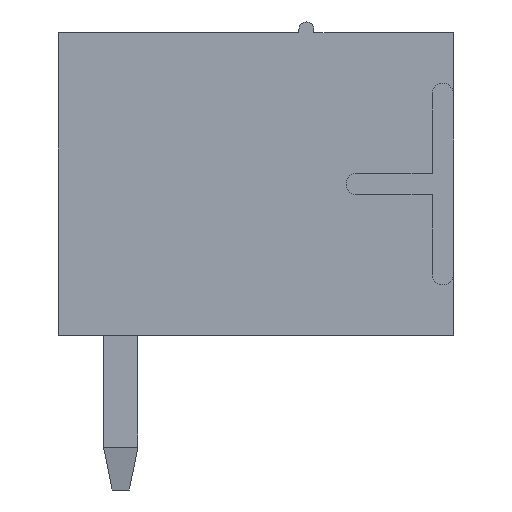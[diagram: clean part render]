
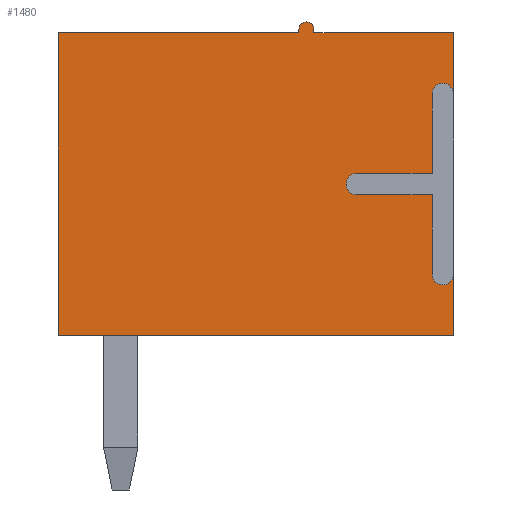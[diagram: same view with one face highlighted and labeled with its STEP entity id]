
A CAD part, left-side view. The second image highlights one B-rep face of the part: STEP entity #1480.
In plain terms, the highlighted planar face has unit normal (-1, 0, 0).
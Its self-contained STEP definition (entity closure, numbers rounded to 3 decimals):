
#750 = EDGE_CURVE('',#751,#753,#755,.T.);
#751 = VERTEX_POINT('',#752);
#752 = CARTESIAN_POINT('',(-14.575,4.6,-3.525));
#753 = VERTEX_POINT('',#754);
#754 = CARTESIAN_POINT('',(-14.575,-4.6,-3.525));
#755 = LINE('',#756,#757);
#756 = CARTESIAN_POINT('',(-14.575,4.6,-3.525));
#757 = VECTOR('',#758,1.);
#758 = DIRECTION('',(0.,-1.,0.));
#1271 = EDGE_CURVE('',#1272,#751,#1274,.T.);
#1272 = VERTEX_POINT('',#1273);
#1273 = CARTESIAN_POINT('',(-14.575,4.6,3.525));
#1274 = LINE('',#1275,#1276);
#1275 = CARTESIAN_POINT('',(-14.575,4.6,3.975));
#1276 = VECTOR('',#1277,1.);
#1277 = DIRECTION('',(0.,0.,-1.));
#1480 = ADVANCED_FACE('',(#1481),#1599,.F.);
#1481 = FACE_BOUND('',#1482,.F.);
#1482 = EDGE_LOOP('',(#1483,#1493,#1501,#1510,#1518,#1526,#1535,#1543,
    #1551,#1560,#1566,#1567,#1568,#1576,#1584,#1593));
#1483 = ORIENTED_EDGE('',*,*,#1484,.T.);
#1484 = EDGE_CURVE('',#1485,#1487,#1489,.T.);
#1485 = VERTEX_POINT('',#1486);
#1486 = CARTESIAN_POINT('',(-14.575,-1.35,3.525));
#1487 = VERTEX_POINT('',#1488);
#1488 = CARTESIAN_POINT('',(-14.575,-4.6,3.525));
#1489 = LINE('',#1490,#1491);
#1490 = CARTESIAN_POINT('',(-14.575,4.6,3.525));
#1491 = VECTOR('',#1492,1.);
#1492 = DIRECTION('',(0.,-1.,0.));
#1493 = ORIENTED_EDGE('',*,*,#1494,.F.);
#1494 = EDGE_CURVE('',#1495,#1487,#1497,.T.);
#1495 = VERTEX_POINT('',#1496);
#1496 = CARTESIAN_POINT('',(-14.575,-4.6,2.1));
#1497 = LINE('',#1498,#1499);
#1498 = CARTESIAN_POINT('',(-14.575,-4.6,-3.525));
#1499 = VECTOR('',#1500,1.);
#1500 = DIRECTION('',(0.,0.,1.));
#1501 = ORIENTED_EDGE('',*,*,#1502,.T.);
#1502 = EDGE_CURVE('',#1495,#1503,#1505,.T.);
#1503 = VERTEX_POINT('',#1504);
#1504 = CARTESIAN_POINT('',(-14.575,-4.1,2.1));
#1505 = CIRCLE('',#1506,0.25);
#1506 = AXIS2_PLACEMENT_3D('',#1507,#1508,#1509);
#1507 = CARTESIAN_POINT('',(-14.575,-4.35,2.1));
#1508 = DIRECTION('',(-1.,0.,0.));
#1509 = DIRECTION('',(0.,1.,0.));
#1510 = ORIENTED_EDGE('',*,*,#1511,.F.);
#1511 = EDGE_CURVE('',#1512,#1503,#1514,.T.);
#1512 = VERTEX_POINT('',#1513);
#1513 = CARTESIAN_POINT('',(-14.575,-4.1,0.25));
#1514 = LINE('',#1515,#1516);
#1515 = CARTESIAN_POINT('',(-14.575,-4.1,2.113));
#1516 = VECTOR('',#1517,1.);
#1517 = DIRECTION('',(0.,0.,1.));
#1518 = ORIENTED_EDGE('',*,*,#1519,.F.);
#1519 = EDGE_CURVE('',#1520,#1512,#1522,.T.);
#1520 = VERTEX_POINT('',#1521);
#1521 = CARTESIAN_POINT('',(-14.575,-2.35,0.25));
#1522 = LINE('',#1523,#1524);
#1523 = CARTESIAN_POINT('',(-14.575,-3.475,0.25));
#1524 = VECTOR('',#1525,1.);
#1525 = DIRECTION('',(0.,-1.,0.));
#1526 = ORIENTED_EDGE('',*,*,#1527,.T.);
#1527 = EDGE_CURVE('',#1520,#1528,#1530,.T.);
#1528 = VERTEX_POINT('',#1529);
#1529 = CARTESIAN_POINT('',(-14.575,-2.35,-0.25));
#1530 = CIRCLE('',#1531,0.25);
#1531 = AXIS2_PLACEMENT_3D('',#1532,#1533,#1534);
#1532 = CARTESIAN_POINT('',(-14.575,-2.35,0.)
  );
#1533 = DIRECTION('',(-1.,0.,0.));
#1534 = DIRECTION('',(0.,1.,0.));
#1535 = ORIENTED_EDGE('',*,*,#1536,.F.);
#1536 = EDGE_CURVE('',#1537,#1528,#1539,.T.);
#1537 = VERTEX_POINT('',#1538);
#1538 = CARTESIAN_POINT('',(-14.575,-4.1,-0.25));
#1539 = LINE('',#1540,#1541);
#1540 = CARTESIAN_POINT('',(-14.575,-4.35,-0.25));
#1541 = VECTOR('',#1542,1.);
#1542 = DIRECTION('',(0.,1.,0.));
#1543 = ORIENTED_EDGE('',*,*,#1544,.F.);
#1544 = EDGE_CURVE('',#1545,#1537,#1547,.T.);
#1545 = VERTEX_POINT('',#1546);
#1546 = CARTESIAN_POINT('',(-14.575,-4.1,-2.1));
#1547 = LINE('',#1548,#1549);
#1548 = CARTESIAN_POINT('',(-14.575,-4.1,0.938));
#1549 = VECTOR('',#1550,1.);
#1550 = DIRECTION('',(0.,0.,1.));
#1551 = ORIENTED_EDGE('',*,*,#1552,.T.);
#1552 = EDGE_CURVE('',#1545,#1553,#1555,.T.);
#1553 = VERTEX_POINT('',#1554);
#1554 = CARTESIAN_POINT('',(-14.575,-4.6,-2.1));
#1555 = CIRCLE('',#1556,0.25);
#1556 = AXIS2_PLACEMENT_3D('',#1557,#1558,#1559);
#1557 = CARTESIAN_POINT('',(-14.575,-4.35,-2.1));
#1558 = DIRECTION('',(-1.,0.,0.));
#1559 = DIRECTION('',(0.,1.,0.));
#1560 = ORIENTED_EDGE('',*,*,#1561,.F.);
#1561 = EDGE_CURVE('',#753,#1553,#1562,.T.);
#1562 = LINE('',#1563,#1564);
#1563 = CARTESIAN_POINT('',(-14.575,-4.6,-3.525));
#1564 = VECTOR('',#1565,1.);
#1565 = DIRECTION('',(0.,0.,1.));
#1566 = ORIENTED_EDGE('',*,*,#750,.F.);
#1567 = ORIENTED_EDGE('',*,*,#1271,.F.);
#1568 = ORIENTED_EDGE('',*,*,#1569,.T.);
#1569 = EDGE_CURVE('',#1272,#1570,#1572,.T.);
#1570 = VERTEX_POINT('',#1571);
#1571 = CARTESIAN_POINT('',(-14.575,-1.,3.525));
#1572 = LINE('',#1573,#1574);
#1573 = CARTESIAN_POINT('',(-14.575,4.6,3.525));
#1574 = VECTOR('',#1575,1.);
#1575 = DIRECTION('',(0.,-1.,0.));
#1576 = ORIENTED_EDGE('',*,*,#1577,.T.);
#1577 = EDGE_CURVE('',#1570,#1578,#1580,.T.);
#1578 = VERTEX_POINT('',#1579);
#1579 = CARTESIAN_POINT('',(-14.575,-1.,3.6));
#1580 = LINE('',#1581,#1582);
#1581 = CARTESIAN_POINT('',(-14.575,-1.,3.525));
#1582 = VECTOR('',#1583,1.);
#1583 = DIRECTION('',(0.,0.,1.));
#1584 = ORIENTED_EDGE('',*,*,#1585,.T.);
#1585 = EDGE_CURVE('',#1578,#1586,#1588,.T.);
#1586 = VERTEX_POINT('',#1587);
#1587 = CARTESIAN_POINT('',(-14.575,-1.35,3.6));
#1588 = CIRCLE('',#1589,0.175);
#1589 = AXIS2_PLACEMENT_3D('',#1590,#1591,#1592);
#1590 = CARTESIAN_POINT('',(-14.575,-1.175,3.6));
#1591 = DIRECTION('',(1.,0.,0.));
#1592 = DIRECTION('',(0.,1.,0.));
#1593 = ORIENTED_EDGE('',*,*,#1594,.T.);
#1594 = EDGE_CURVE('',#1586,#1485,#1595,.T.);
#1595 = LINE('',#1596,#1597);
#1596 = CARTESIAN_POINT('',(-14.575,-1.35,3.6));
#1597 = VECTOR('',#1598,1.);
#1598 = DIRECTION('',(0.,0.,-1.));
#1599 = PLANE('',#1600);
#1600 = AXIS2_PLACEMENT_3D('',#1601,#1602,#1603);
#1601 = CARTESIAN_POINT('',(-14.575,-4.6,3.975));
#1602 = DIRECTION('',(1.,0.,0.));
#1603 = DIRECTION('',(0.,0.,1.));
